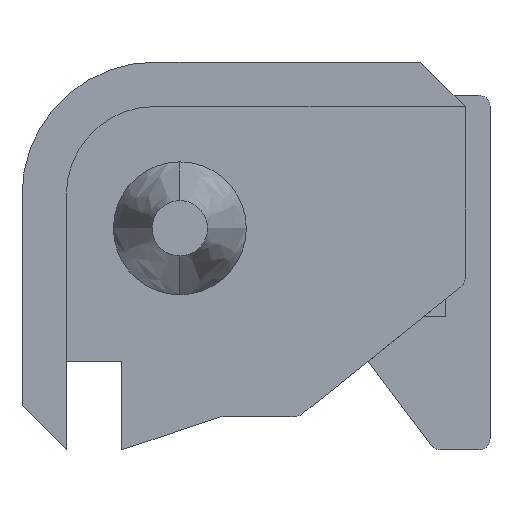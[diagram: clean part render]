
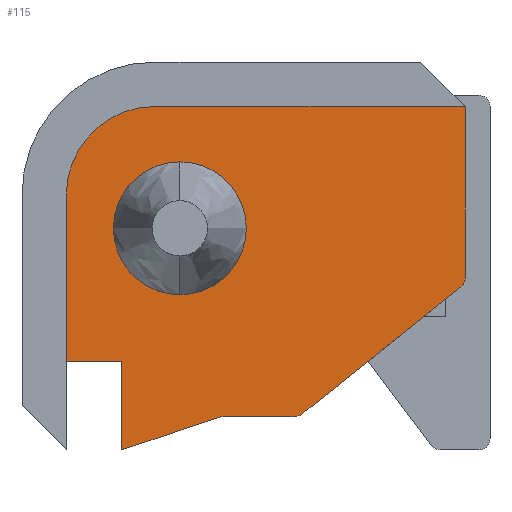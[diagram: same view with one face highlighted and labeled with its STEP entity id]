
A CAD part, front view. The second image highlights one B-rep face of the part: STEP entity #115.
In plain terms, the highlighted planar face has unit normal (0, -1, 0).
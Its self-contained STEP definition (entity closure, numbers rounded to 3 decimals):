
#27=FACE_BOUND('',#554,.T.);
#115=ADVANCED_FACE('',(#333,#27),#3355,.T.);
#333=FACE_OUTER_BOUND('',#553,.T.);
#553=EDGE_LOOP('',(#979,#980,#981,#982,#983,#984,#985,#986,#987,#988,#989,
#990));
#554=EDGE_LOOP('',(#991,#992));
#979=ORIENTED_EDGE('',*,*,#1831,.F.);
#980=ORIENTED_EDGE('',*,*,#1823,.F.);
#981=ORIENTED_EDGE('',*,*,#1830,.F.);
#982=ORIENTED_EDGE('',*,*,#1822,.F.);
#983=ORIENTED_EDGE('',*,*,#1829,.F.);
#984=ORIENTED_EDGE('',*,*,#1827,.F.);
#985=ORIENTED_EDGE('',*,*,#1821,.F.);
#986=ORIENTED_EDGE('',*,*,#1820,.F.);
#987=ORIENTED_EDGE('',*,*,#1817,.F.);
#988=ORIENTED_EDGE('',*,*,#1826,.F.);
#989=ORIENTED_EDGE('',*,*,#1825,.F.);
#990=ORIENTED_EDGE('',*,*,#1824,.F.);
#991=ORIENTED_EDGE('',*,*,#1828,.T.);
#992=ORIENTED_EDGE('',*,*,#1866,.T.);
#1817=EDGE_CURVE('',#2994,#2992,#2876,.T.);
#1820=EDGE_CURVE('',#2992,#2993,#2347,.T.);
#1821=EDGE_CURVE('',#2993,#3002,#2877,.T.);
#1822=EDGE_CURVE('',#2995,#2996,#2878,.T.);
#1823=EDGE_CURVE('',#2997,#2998,#2879,.T.);
#1824=EDGE_CURVE('',#3000,#2999,#2880,.T.);
#1825=EDGE_CURVE('',#2999,#3001,#2881,.T.);
#1826=EDGE_CURVE('',#3001,#2994,#2882,.T.);
#1827=EDGE_CURVE('',#3002,#3003,#2883,.T.);
#1828=EDGE_CURVE('',#3004,#3020,#2348,.T.);
#1829=EDGE_CURVE('',#3003,#2995,#2349,.T.);
#1830=EDGE_CURVE('',#2996,#2997,#2350,.T.);
#1831=EDGE_CURVE('',#2998,#3000,#2351,.T.);
#1866=EDGE_CURVE('',#3020,#3004,#2361,.T.);
#2347=TRIMMED_CURVE($,#2585,(#4988),(#4989),.T.,.CARTESIAN.);
#2348=TRIMMED_CURVE($,#2586,(#5005),(#5006),.T.,.CARTESIAN.);
#2349=TRIMMED_CURVE($,#2587,(#5008),(#5009),.T.,.CARTESIAN.);
#2350=TRIMMED_CURVE($,#2588,(#5011),(#5012),.T.,.CARTESIAN.);
#2351=TRIMMED_CURVE($,#2589,(#5014),(#5015),.T.,.CARTESIAN.);
#2361=TRIMMED_CURVE($,#2599,(#5094),(#5095),.T.,.CARTESIAN.);
#2585=CIRCLE('',#3607,4.);
#2586=CIRCLE('',#3608,3.);
#2587=CIRCLE('',#3609,0.5);
#2588=CIRCLE('',#3610,0.5);
#2589=CIRCLE('',#3611,0.5);
#2599=CIRCLE('',#3621,3.);
#2876=B_SPLINE_CURVE_WITH_KNOTS('',1,(#4980,#4981),.UNSPECIFIED.,.F.,.F.,
(2,2),(-0.001,7.499),.UNSPECIFIED.);
#2877=B_SPLINE_CURVE_WITH_KNOTS('',1,(#4990,#4991),.UNSPECIFIED.,.F.,.F.,
(2,2),(13.782,27.782),.UNSPECIFIED.);
#2878=B_SPLINE_CURVE_WITH_KNOTS('',1,(#4992,#4993),.UNSPECIFIED.,.F.,.F.,
(2,2),(35.989,44.887),.UNSPECIFIED.);
#2879=B_SPLINE_CURVE_WITH_KNOTS('',1,(#4994,#4995),.UNSPECIFIED.,.F.,.F.,
(2,2),(45.225,48.468),.UNSPECIFIED.);
#2880=B_SPLINE_CURVE_WITH_KNOTS('',1,(#4996,#4997),.UNSPECIFIED.,.F.,.F.,
(2,2),(-9.282,-6.501),.UNSPECIFIED.);
#2881=B_SPLINE_CURVE_WITH_KNOTS('',1,(#4998,#4999),.UNSPECIFIED.,.F.,.F.,
(2,2),(-6.501,-2.501),.UNSPECIFIED.);
#2882=B_SPLINE_CURVE_WITH_KNOTS('',1,(#5000,#5001),.UNSPECIFIED.,.F.,.F.,
(2,2),(-2.501,-0.001),.UNSPECIFIED.);
#2883=B_SPLINE_CURVE_WITH_KNOTS('',1,(#5002,#5003),.UNSPECIFIED.,.F.,.F.,
(2,2),(27.782,35.541),.UNSPECIFIED.);
#2992=VERTEX_POINT('',#4792);
#2993=VERTEX_POINT('',#4793);
#2994=VERTEX_POINT('',#4794);
#2995=VERTEX_POINT('',#4795);
#2996=VERTEX_POINT('',#4796);
#2997=VERTEX_POINT('',#4797);
#2998=VERTEX_POINT('',#4798);
#2999=VERTEX_POINT('',#4799);
#3000=VERTEX_POINT('',#4800);
#3001=VERTEX_POINT('',#4801);
#3002=VERTEX_POINT('',#4802);
#3003=VERTEX_POINT('',#4803);
#3004=VERTEX_POINT('',#4804);
#3020=VERTEX_POINT('',#4820);
#3355=PLANE('',#3593);
#3593=AXIS2_PLACEMENT_3D('',#4739,#4046,$);
#3607=AXIS2_PLACEMENT_3D($,#4987,#4071,#4072);
#3608=AXIS2_PLACEMENT_3D($,#5004,#4073,#4074);
#3609=AXIS2_PLACEMENT_3D($,#5007,#4075,#4076);
#3610=AXIS2_PLACEMENT_3D($,#5010,#4077,#4078);
#3611=AXIS2_PLACEMENT_3D($,#5013,#4079,#4080);
#3621=AXIS2_PLACEMENT_3D($,#5093,#4099,#4100);
#4046=DIRECTION('',(0.,-1.,0.));
#4071=DIRECTION('',(0.,1.,0.));
#4072=DIRECTION('',(-1.,0.,0.));
#4073=DIRECTION('',(0.,1.,0.));
#4074=DIRECTION('',(0.,0.,-1.));
#4075=DIRECTION('',(0.,1.,0.));
#4076=DIRECTION('',(1.,0.,0.));
#4077=DIRECTION('',(0.,1.,0.));
#4078=DIRECTION('',(0.625,0.,-0.781));
#4079=DIRECTION('',(0.,-1.,0.));
#4080=DIRECTION('',(0.,0.,1.));
#4099=DIRECTION('',(0.,1.,0.));
#4100=DIRECTION('',(0.,0.,1.));
#4739=CARTESIAN_POINT('',(-1.798,-9.5,14.913));
#4792=CARTESIAN_POINT('',(0.452,-9.5,8.975));
#4793=CARTESIAN_POINT('',(4.452,-9.5,12.975));
#4794=CARTESIAN_POINT('',(0.452,-9.5,1.475));
#4795=CARTESIAN_POINT('',(18.264,-9.5,4.825));
#4796=CARTESIAN_POINT('',(11.089,-9.5,-0.915));
#4797=CARTESIAN_POINT('',(10.776,-9.5,-1.025));
#4798=CARTESIAN_POINT('',(7.533,-9.5,-1.025));
#4799=CARTESIAN_POINT('',(2.952,-9.5,-2.525));
#4800=CARTESIAN_POINT('',(7.375,-9.5,-1.05));
#4801=CARTESIAN_POINT('',(2.952,-9.5,1.475));
#4802=CARTESIAN_POINT('',(18.452,-9.5,12.975));
#4803=CARTESIAN_POINT('',(18.452,-9.5,5.215));
#4804=CARTESIAN_POINT('',(5.577,-9.5,4.475));
#4820=CARTESIAN_POINT('',(5.577,-9.5,10.475));
#4980=CARTESIAN_POINT('',(0.452,-9.5,1.475));
#4981=CARTESIAN_POINT('',(0.452,-9.5,8.975));
#4987=CARTESIAN_POINT('',(4.452,-9.5,8.975));
#4988=CARTESIAN_POINT('',(0.452,-9.5,8.975));
#4989=CARTESIAN_POINT('',(4.452,-9.5,12.975));
#4990=CARTESIAN_POINT('',(4.452,-9.5,12.975));
#4991=CARTESIAN_POINT('',(18.452,-9.5,12.975));
#4992=CARTESIAN_POINT('',(18.264,-9.5,4.825));
#4993=CARTESIAN_POINT('',(11.089,-9.5,-0.915));
#4994=CARTESIAN_POINT('',(10.776,-9.5,-1.025));
#4995=CARTESIAN_POINT('',(7.533,-9.5,-1.025));
#4996=CARTESIAN_POINT('',(7.375,-9.5,-1.05));
#4997=CARTESIAN_POINT('',(2.952,-9.5,-2.525));
#4998=CARTESIAN_POINT('',(2.952,-9.5,-2.525));
#4999=CARTESIAN_POINT('',(2.952,-9.5,1.475));
#5000=CARTESIAN_POINT('',(2.952,-9.5,1.475));
#5001=CARTESIAN_POINT('',(0.452,-9.5,1.475));
#5002=CARTESIAN_POINT('',(18.452,-9.5,12.975));
#5003=CARTESIAN_POINT('',(18.452,-9.5,5.215));
#5004=CARTESIAN_POINT('',(5.577,-9.5,7.475));
#5005=CARTESIAN_POINT('',(5.577,-9.5,4.475));
#5006=CARTESIAN_POINT('',(5.577,-9.5,10.475));
#5007=CARTESIAN_POINT('',(17.952,-9.5,5.215));
#5008=CARTESIAN_POINT('',(18.452,-9.5,5.215));
#5009=CARTESIAN_POINT('',(18.264,-9.5,4.825));
#5010=CARTESIAN_POINT('',(10.776,-9.5,-0.525));
#5011=CARTESIAN_POINT('',(11.089,-9.5,-0.915));
#5012=CARTESIAN_POINT('',(10.776,-9.5,-1.025));
#5013=CARTESIAN_POINT('',(7.533,-9.5,-1.525));
#5014=CARTESIAN_POINT('',(7.533,-9.5,-1.025));
#5015=CARTESIAN_POINT('',(7.375,-9.5,-1.05));
#5093=CARTESIAN_POINT('',(5.577,-9.5,7.475));
#5094=CARTESIAN_POINT('',(5.577,-9.5,10.475));
#5095=CARTESIAN_POINT('',(5.577,-9.5,4.475));
